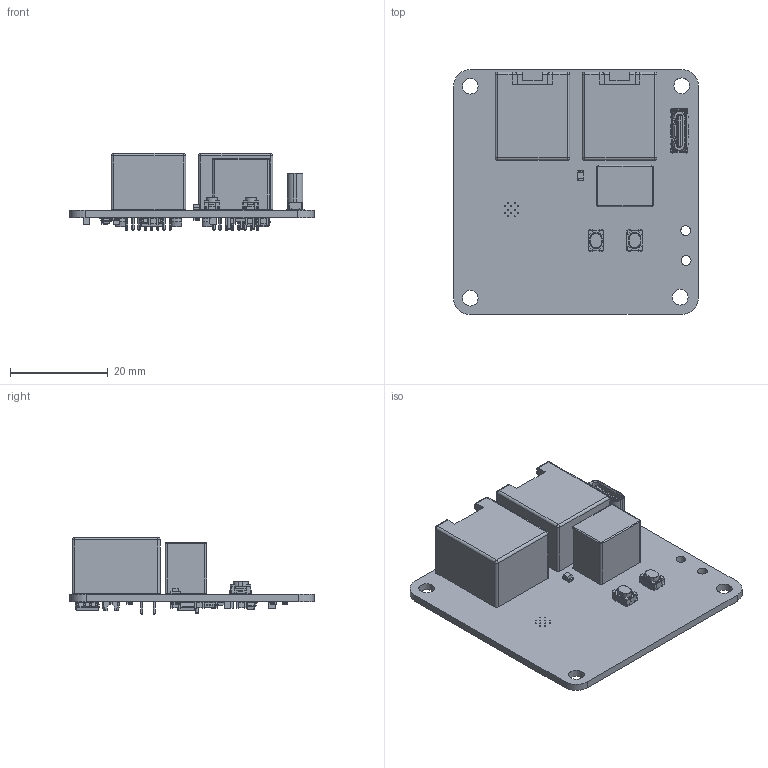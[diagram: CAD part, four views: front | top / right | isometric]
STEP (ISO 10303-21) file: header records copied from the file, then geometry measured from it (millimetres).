
FILE_DESCRIPTION(('KiCad electronic assembly'),'2;1');
FILE_NAME('GasConnBrd.step','2025-07-15T02:33:20',('Pcbnew'),('Kicad'), 'Open CASCADE STEP processor 7.8','KiCad to STEP converter','Unknown' );
FILE_SCHEMA(('AUTOMOTIVE_DESIGN { 1 0 10303 214 1 1 1 1 }'));
Length unit declared in the file: millimetre
Products named in the file (24): GasConnBrd 1; LED_0805_2012Metric; 54601-908WPLF; USB4145-03-C; USB4145-03-0070-C_PART2; USB4145-03-0070-C_PART1; Converter_DCDC_RECOM_R-78E-0.5_THT; SW-PTS815SJM250SMTRLFS; PTS815SJM250SMTRLFS_PART1; PTS815SJM250SMTRLFS_PART2; PTS815SJM250SMTRLFS_PART3; C_0805_2012Metric; R_0805_2012Metric; SOT-23-5; TSOP-6_1.65x3.05mm_P0.95mm; Diode_schottky-CVJ10F30; Component1; Component2; Component3; Component4; Component5; Component6; SOIC-8_3.9x4.9mm_P1.27mm; GasConnBrd_PCB
Assembly tree (40 placements, depth 3):
  GasConnBrd 1
    LED_0805_2012Metric
    54601-908WPLF  x2
    USB4145-03-C
      USB4145-03-0070-C_PART2
      USB4145-03-0070-C_PART1
    Converter_DCDC_RECOM_R-78E-0.5_THT
    SW-PTS815SJM250SMTRLFS  x2
      PTS815SJM250SMTRLFS_PART1
      PTS815SJM250SMTRLFS_PART2
      PTS815SJM250SMTRLFS_PART3
    C_0805_2012Metric  x10
    R_0805_2012Metric  x6
    SOT-23-5
    TSOP-6_1.65x3.05mm_P0.95mm
    Diode_schottky-CVJ10F30
      Component1
      Component2
      Component3
      Component4
      Component5
      Component6
    SOIC-8_3.9x4.9mm_P1.27mm  x2
    GasConnBrd_PCB
Bounding box: 50 x 50 x 15.75 mm (x, y, z)
Volume: 8770.3 mm3; surface area: 10926.6 mm2
Topology: 48 solids, 85 shells, 3082 faces, 8513 edges, 5529 vertices
Faces by surface type: plane 2118, cylinder 738, bspline 127, cone 80, torus 11, sphere 8
Full cylindrical faces by diameter (mm): 0.1 x1, 0.2 x12, 0.5 x3, 0.6 x2, 0.71 x1, 0.76 x16, 0.9 x2, 1 x3, 2 x2, 3.2 x4, 3.35 x4
Entity records: 81716 total; most frequent: CARTESIAN_POINT 16483, ORIENTED_EDGE 11697, DIRECTION 9582, EDGE_CURVE 6025, LINE 3962, VECTOR 3962, VERTEX_POINT 3905, AXIS2_PLACEMENT_3D 2810
